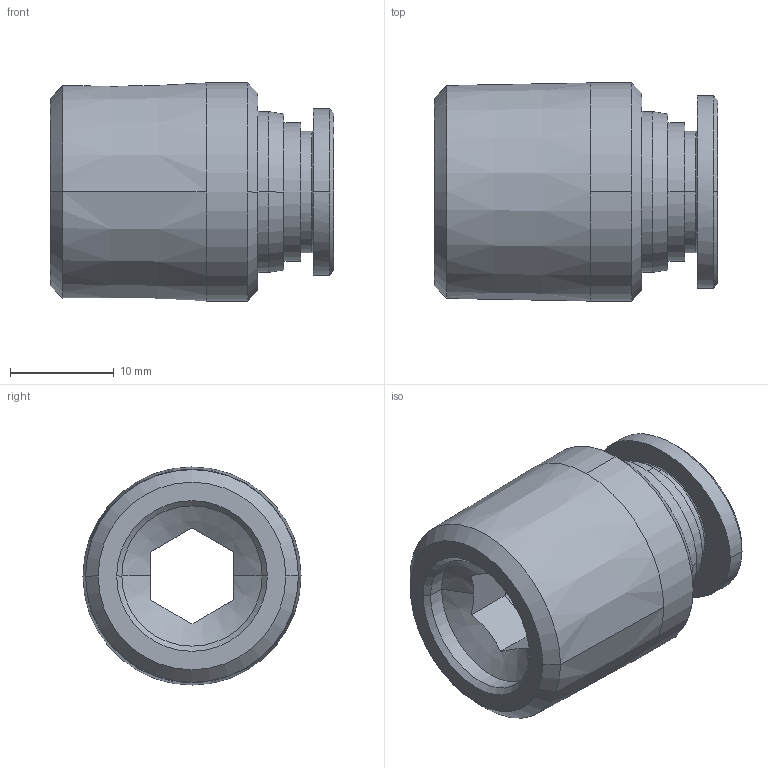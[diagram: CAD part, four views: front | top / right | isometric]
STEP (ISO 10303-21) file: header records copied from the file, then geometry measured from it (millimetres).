
FILE_DESCRIPTION (( 'STEP AP214' ), '1' );
FILE_NAME ('POC10-04.stp', '2015-10-22T12:37:25', ( '' ), ( '' ), 'SwSTEP 2.0', 'SolidWorks 2015', '' );
FILE_SCHEMA (( 'AUTOMOTIVE_DESIGN' ));
Length unit declared in the file: millimetre
Products named in the file (2): ｦ+ﾃｦ1; POC10-04
Assembly tree (1 placements, depth 2):
  POC10-04
    ｦ+ﾃｦ1
Bounding box: 27.3 x 21 x 21 mm (x, y, z)
Volume: 5720.2 mm3; surface area: 3184.4 mm2
Topology: 1 solids, 1 shells, 428 faces, 1218 edges, 808 vertices
Faces by surface type: plane 389, cone 16, cylinder 14, bspline 9
Entity records: 14746 total; most frequent: CARTESIAN_POINT 3228, ORIENTED_EDGE 2436, DIRECTION 2082, EDGE_CURVE 1218, VECTOR 1144, LINE 1144, VERTEX_POINT 808, AXIS2_PLACEMENT_3D 469
